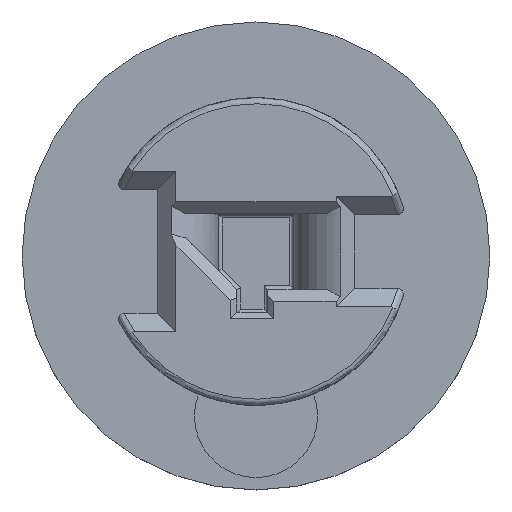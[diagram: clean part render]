
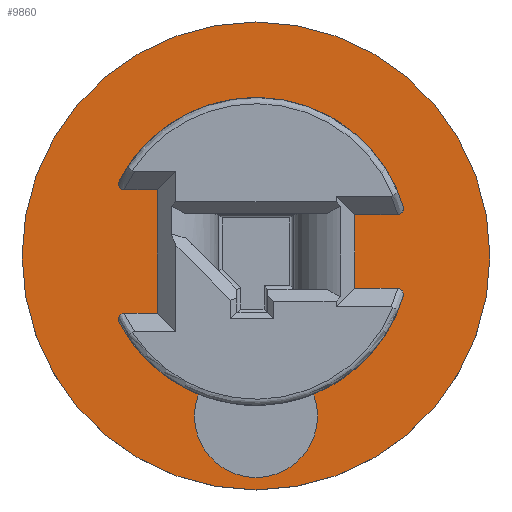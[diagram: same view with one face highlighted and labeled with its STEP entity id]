
A CAD part, top view. The second image highlights one B-rep face of the part: STEP entity #9860.
In plain terms, the highlighted face is planar.
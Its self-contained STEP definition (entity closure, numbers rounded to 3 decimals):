
#8969=CARTESIAN_POINT('',(0.,0.,0.));
#8970=DIRECTION('',(0.,0.,1.));
#8971=DIRECTION('',(1.,0.,0.));
#8972=AXIS2_PLACEMENT_3D('',#8969,#8970,#8971);
#8974=CARTESIAN_POINT('',(0.,0.,0.));
#8975=DIRECTION('',(0.,0.,1.));
#8976=DIRECTION('',(-1.,0.,0.));
#8977=AXIS2_PLACEMENT_3D('',#8974,#8975,#8976);
#8979=CARTESIAN_POINT('',(0.,13.,0.));
#8980=DIRECTION('',(0.,0.,1.));
#8981=DIRECTION('',(1.,0.,0.));
#8982=AXIS2_PLACEMENT_3D('',#8979,#8980,#8981);
#8984=CARTESIAN_POINT('',(0.,13.,0.));
#8985=DIRECTION('',(0.,0.,1.));
#8986=DIRECTION('',(-1.,0.,0.));
#8987=AXIS2_PLACEMENT_3D('',#8984,#8985,#8986);
#8989=DIRECTION('',(-1.,0.,0.));
#8990=VECTOR('',#8989,0.525);
#8991=CARTESIAN_POINT('',(-3.5,4.025,0.));
#8992=LINE('',#8991,#8990);
#8993=DIRECTION('',(0.,-1.,0.));
#8994=VECTOR('',#8993,1.475);
#8995=CARTESIAN_POINT('',(-3.5,5.5,0.));
#8996=LINE('',#8995,#8994);
#8997=DIRECTION('',(-1.,0.,0.));
#8998=VECTOR('',#8997,7.);
#8999=CARTESIAN_POINT('',(3.5,5.5,0.));
#9000=LINE('',#8999,#8998);
#9001=DIRECTION('',(0.,1.,0.));
#9002=VECTOR('',#9001,1.475);
#9003=CARTESIAN_POINT('',(3.5,4.025,0.));
#9004=LINE('',#9003,#9002);
#9005=DIRECTION('',(-1.,0.,0.));
#9006=VECTOR('',#9005,0.525);
#9007=CARTESIAN_POINT('',(4.025,4.025,0.));
#9008=LINE('',#9007,#9006);
#9009=DIRECTION('',(0.,1.,0.));
#9010=VECTOR('',#9009,8.05);
#9011=CARTESIAN_POINT('',(4.025,-4.025,0.));
#9012=LINE('',#9011,#9010);
#9013=DIRECTION('',(1.,0.,0.));
#9014=VECTOR('',#9013,0.525);
#9015=CARTESIAN_POINT('',(3.5,-4.025,0.));
#9016=LINE('',#9015,#9014);
#9017=DIRECTION('',(0.,1.,0.));
#9018=VECTOR('',#9017,1.475);
#9019=CARTESIAN_POINT('',(3.5,-5.5,0.));
#9020=LINE('',#9019,#9018);
#9021=DIRECTION('',(1.,0.,0.));
#9022=VECTOR('',#9021,7.);
#9023=CARTESIAN_POINT('',(-3.5,-5.5,0.));
#9024=LINE('',#9023,#9022);
#9025=DIRECTION('',(0.,-1.,0.));
#9026=VECTOR('',#9025,1.475);
#9027=CARTESIAN_POINT('',(-3.5,-4.025,0.));
#9028=LINE('',#9027,#9026);
#9029=DIRECTION('',(1.,0.,0.));
#9030=VECTOR('',#9029,0.525);
#9031=CARTESIAN_POINT('',(-4.025,-4.025,0.));
#9032=LINE('',#9031,#9030);
#9033=DIRECTION('',(0.,-1.,0.));
#9034=VECTOR('',#9033,8.05);
#9035=CARTESIAN_POINT('',(-4.025,4.025,0.));
#9036=LINE('',#9035,#9034);
#9625=CARTESIAN_POINT('',(19.,0.,0.));
#9626=CARTESIAN_POINT('',(-19.,0.,0.));
#9627=VERTEX_POINT('',#9625);
#9628=VERTEX_POINT('',#9626);
#9633=CARTESIAN_POINT('',(5.,13.,0.));
#9634=CARTESIAN_POINT('',(-5.,13.,0.));
#9635=VERTEX_POINT('',#9633);
#9636=VERTEX_POINT('',#9634);
#9641=CARTESIAN_POINT('',(-3.5,4.025,0.));
#9642=CARTESIAN_POINT('',(-4.025,4.025,0.));
#9643=VERTEX_POINT('',#9641);
#9644=VERTEX_POINT('',#9642);
#9645=CARTESIAN_POINT('',(-4.025,-4.025,0.));
#9646=VERTEX_POINT('',#9645);
#9647=CARTESIAN_POINT('',(-3.5,-4.025,0.));
#9648=VERTEX_POINT('',#9647);
#9649=CARTESIAN_POINT('',(-3.5,-5.5,0.));
#9650=VERTEX_POINT('',#9649);
#9651=CARTESIAN_POINT('',(3.5,-5.5,0.));
#9652=VERTEX_POINT('',#9651);
#9653=CARTESIAN_POINT('',(3.5,-4.025,0.));
#9654=VERTEX_POINT('',#9653);
#9655=CARTESIAN_POINT('',(4.025,-4.025,0.));
#9656=VERTEX_POINT('',#9655);
#9657=CARTESIAN_POINT('',(4.025,4.025,0.));
#9658=VERTEX_POINT('',#9657);
#9659=CARTESIAN_POINT('',(3.5,4.025,0.));
#9660=VERTEX_POINT('',#9659);
#9661=CARTESIAN_POINT('',(3.5,5.5,0.));
#9662=VERTEX_POINT('',#9661);
#9663=CARTESIAN_POINT('',(-3.5,5.5,0.));
#9664=VERTEX_POINT('',#9663);
#9817=CARTESIAN_POINT('',(0.,0.,0.));
#9818=DIRECTION('',(0.,0.,1.));
#9819=DIRECTION('',(1.,0.,0.));
#9820=AXIS2_PLACEMENT_3D('',#9817,#9818,#9819);
#9821=PLANE('',#9820);
#9823=ORIENTED_EDGE('',*,*,#9822,.T.);
#9825=ORIENTED_EDGE('',*,*,#9824,.T.);
#9826=EDGE_LOOP('',(#9823,#9825));
#9827=FACE_OUTER_BOUND('',#9826,.F.);
#9829=ORIENTED_EDGE('',*,*,#9828,.F.);
#9831=ORIENTED_EDGE('',*,*,#9830,.F.);
#9832=EDGE_LOOP('',(#9829,#9831));
#9833=FACE_BOUND('',#9832,.F.);
#9835=ORIENTED_EDGE('',*,*,#9834,.F.);
#9837=ORIENTED_EDGE('',*,*,#9836,.F.);
#9839=ORIENTED_EDGE('',*,*,#9838,.F.);
#9841=ORIENTED_EDGE('',*,*,#9840,.F.);
#9843=ORIENTED_EDGE('',*,*,#9842,.F.);
#9845=ORIENTED_EDGE('',*,*,#9844,.F.);
#9847=ORIENTED_EDGE('',*,*,#9846,.F.);
#9849=ORIENTED_EDGE('',*,*,#9848,.F.);
#9851=ORIENTED_EDGE('',*,*,#9850,.F.);
#9853=ORIENTED_EDGE('',*,*,#9852,.F.);
#9855=ORIENTED_EDGE('',*,*,#9854,.F.);
#9857=ORIENTED_EDGE('',*,*,#9856,.F.);
#9858=EDGE_LOOP('',(#9835,#9837,#9839,#9841,#9843,#9845,#9847,#9849,#9851,#9853,
#9855,#9857));
#9859=FACE_BOUND('',#9858,.F.);
#9860=ADVANCED_FACE('',(#9827,#9833,#9859),#9821,.F.);
#8973=CIRCLE('',#8972,19.);
#8978=CIRCLE('',#8977,19.);
#8983=CIRCLE('',#8982,5.);
#8988=CIRCLE('',#8987,5.);
#9822=EDGE_CURVE('',#9627,#9628,#8973,.T.);
#9824=EDGE_CURVE('',#9628,#9627,#8978,.T.);
#9828=EDGE_CURVE('',#9635,#9636,#8983,.T.);
#9830=EDGE_CURVE('',#9636,#9635,#8988,.T.);
#9834=EDGE_CURVE('',#9643,#9644,#8992,.T.);
#9836=EDGE_CURVE('',#9664,#9643,#8996,.T.);
#9838=EDGE_CURVE('',#9662,#9664,#9000,.T.);
#9840=EDGE_CURVE('',#9660,#9662,#9004,.T.);
#9842=EDGE_CURVE('',#9658,#9660,#9008,.T.);
#9844=EDGE_CURVE('',#9656,#9658,#9012,.T.);
#9846=EDGE_CURVE('',#9654,#9656,#9016,.T.);
#9848=EDGE_CURVE('',#9652,#9654,#9020,.T.);
#9850=EDGE_CURVE('',#9650,#9652,#9024,.T.);
#9852=EDGE_CURVE('',#9648,#9650,#9028,.T.);
#9854=EDGE_CURVE('',#9646,#9648,#9032,.T.);
#9856=EDGE_CURVE('',#9644,#9646,#9036,.T.);
